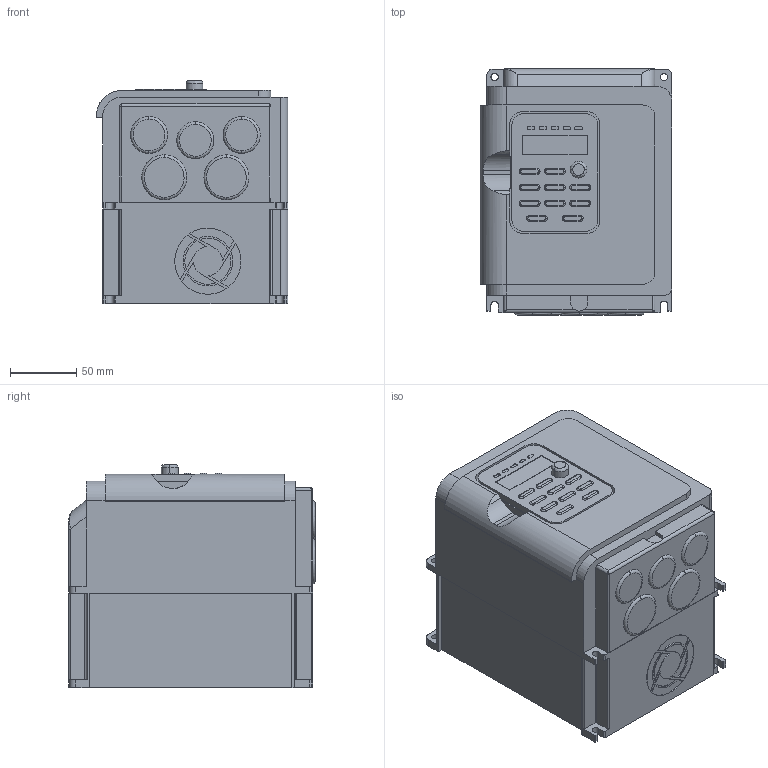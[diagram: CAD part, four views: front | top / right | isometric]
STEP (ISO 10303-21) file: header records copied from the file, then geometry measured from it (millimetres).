
FILE_DESCRIPTION (( 'STEP AP214' ), '1' );
FILE_NAME ('M680-33E037-055TIP20_Ïðåîáðàçîâàòåëü ÷àñòîòû M680 380Â, 3Ô 3,7 -5,5kW 9 -10,7À ñåðèè ONI.STEP', '2019-02-28T14:04:21', ( '' ), ( '' ), 'SwSTEP 2.0', 'SolidWorks 2014', '' );
FILE_SCHEMA (( 'AUTOMOTIVE_DESIGN' ));
Length unit declared in the file: millimetre
Products named in the file (2): M680-33E037-055TIP20_Ïðåîáðàçîâàòåëü ÷àñòîòû M680 380Â, 3Ô 3,7 -5,5kW 9 -10,7À ñåðèè ONI
Bounding box: 145 x 186 x 168.5 mm (x, y, z)
Volume: 3883322.9 mm3; surface area: 159054 mm2
Topology: 1 solids, 1 shells, 333 faces, 888 edges, 584 vertices
Faces by surface type: plane 152, cylinder 133, bspline 48
Entity records: 15145 total; most frequent: CARTESIAN_POINT 3167, ORIENTED_EDGE 1768, DIRECTION 1720, EDGE_CURVE 884, AXIS2_PLACEMENT_3D 612, VERTEX_POINT 584, LINE 496, VECTOR 496
